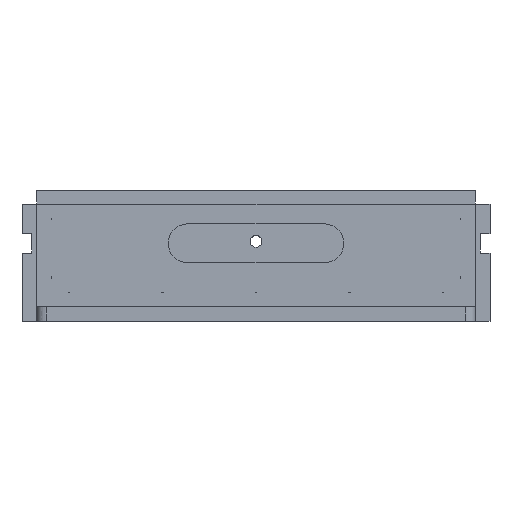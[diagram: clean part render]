
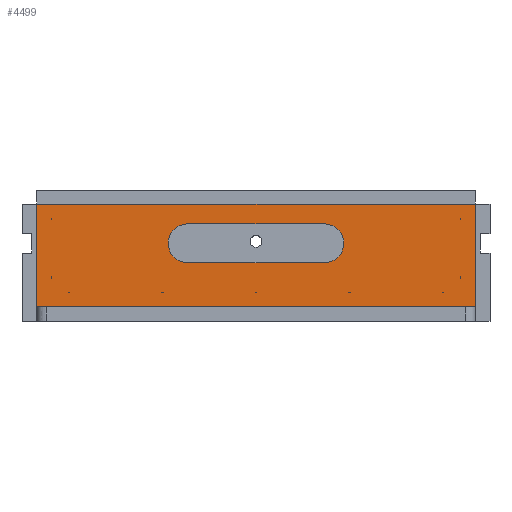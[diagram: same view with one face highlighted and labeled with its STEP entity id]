
A CAD part, front view. The second image highlights one B-rep face of the part: STEP entity #4499.
In plain terms, the highlighted planar face has unit normal (0, -1, 0).
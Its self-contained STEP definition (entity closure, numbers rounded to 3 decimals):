
#109=FACE_BOUND('',#820,.T.);
#319=PLANE('',#4890);
#493=FACE_OUTER_BOUND('',#819,.T.);
#819=EDGE_LOOP('',(#3551,#3552,#3553,#3554));
#820=EDGE_LOOP('',(#3555,#3556,#3557,#3558));
#1220=LINE('',#7059,#1549);
#1233=LINE('',#7104,#1562);
#1237=LINE('',#7114,#1566);
#1238=LINE('',#7117,#1567);
#1242=LINE('',#7125,#1571);
#1245=LINE('',#7129,#1574);
#1549=VECTOR('',#5732,10.);
#1562=VECTOR('',#5777,10.);
#1566=VECTOR('',#5789,10.);
#1567=VECTOR('',#5792,10.);
#1571=VECTOR('',#5798,10.);
#1574=VECTOR('',#5803,10.);
#1861=CIRCLE('',#4880,20.);
#1863=CIRCLE('',#4884,20.);
#2176=VERTEX_POINT('',#7056);
#2177=VERTEX_POINT('',#7058);
#2190=VERTEX_POINT('',#7095);
#2191=VERTEX_POINT('',#7097);
#2193=VERTEX_POINT('',#7103);
#2195=VERTEX_POINT('',#7109);
#2196=VERTEX_POINT('',#7116);
#2199=VERTEX_POINT('',#7124);
#2655=EDGE_CURVE('',#2177,#2176,#1220,.T.);
#2673=EDGE_CURVE('',#2191,#2190,#1861,.T.);
#2676=EDGE_CURVE('',#2193,#2191,#1233,.T.);
#2679=EDGE_CURVE('',#2195,#2193,#1863,.T.);
#2682=EDGE_CURVE('',#2190,#2195,#1237,.T.);
#2683=EDGE_CURVE('',#2196,#2177,#1238,.T.);
#2687=EDGE_CURVE('',#2199,#2196,#1242,.T.);
#2690=EDGE_CURVE('',#2176,#2199,#1245,.T.);
#3551=ORIENTED_EDGE('',*,*,#2655,.T.);
#3552=ORIENTED_EDGE('',*,*,#2690,.T.);
#3553=ORIENTED_EDGE('',*,*,#2687,.T.);
#3554=ORIENTED_EDGE('',*,*,#2683,.T.);
#3555=ORIENTED_EDGE('',*,*,#2682,.T.);
#3556=ORIENTED_EDGE('',*,*,#2679,.T.);
#3557=ORIENTED_EDGE('',*,*,#2676,.T.);
#3558=ORIENTED_EDGE('',*,*,#2673,.T.);
#4499=ADVANCED_FACE('',(#493,#109),#319,.F.);
#4880=AXIS2_PLACEMENT_3D('',#7098,#5771,#5772);
#4884=AXIS2_PLACEMENT_3D('',#7110,#5783,#5784);
#4890=AXIS2_PLACEMENT_3D('',#7131,#5806,#5807);
#5732=DIRECTION('',(1.,0.,0.));
#5771=DIRECTION('center_axis',(0.,1.,0.));
#5772=DIRECTION('ref_axis',(0.,0.,1.));
#5777=DIRECTION('',(1.,0.,0.));
#5783=DIRECTION('center_axis',(0.,1.,0.));
#5784=DIRECTION('ref_axis',(0.,0.,-1.));
#5789=DIRECTION('',(-1.,0.,0.));
#5792=DIRECTION('',(0.,0.,-1.));
#5798=DIRECTION('',(-1.,0.,0.));
#5803=DIRECTION('',(0.,0.,1.));
#5806=DIRECTION('center_axis',(0.,1.,0.));
#5807=DIRECTION('ref_axis',(0.,0.,1.));
#7056=CARTESIAN_POINT('',(465.,-432.,-45.));
#7058=CARTESIAN_POINT('',(15.,-432.,-45.));
#7059=CARTESIAN_POINT('',(352.5,-432.,-45.));
#7095=CARTESIAN_POINT('',(310.,-432.,0.));
#7097=CARTESIAN_POINT('',(310.,-432.,40.));
#7098=CARTESIAN_POINT('Origin',(310.,-432.,20.));
#7103=CARTESIAN_POINT('',(170.,-432.,40.));
#7104=CARTESIAN_POINT('',(275.,-432.,40.));
#7109=CARTESIAN_POINT('',(170.,-432.,0.));
#7110=CARTESIAN_POINT('Origin',(170.,-432.,20.));
#7114=CARTESIAN_POINT('',(205.,-432.,0.));
#7116=CARTESIAN_POINT('',(15.,-432.,60.));
#7117=CARTESIAN_POINT('',(15.,-432.,-18.75));
#7124=CARTESIAN_POINT('',(465.,-432.,60.));
#7125=CARTESIAN_POINT('',(127.5,-432.,60.));
#7129=CARTESIAN_POINT('',(465.,-432.,33.75));
#7131=CARTESIAN_POINT('Origin',(240.,-432.,7.5));
